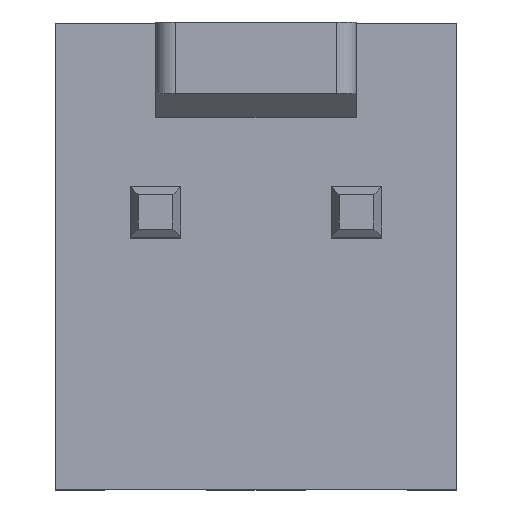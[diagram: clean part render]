
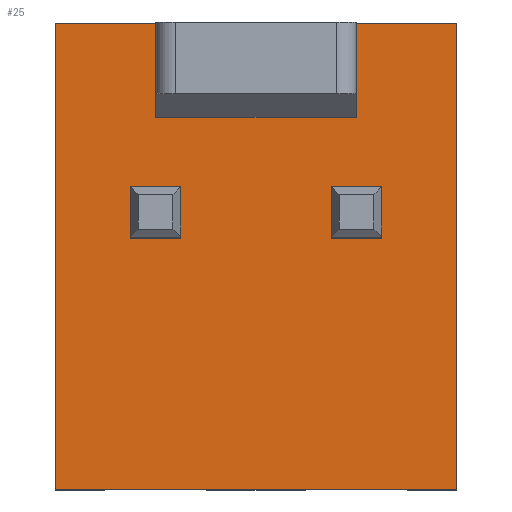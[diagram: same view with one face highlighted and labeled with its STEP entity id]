
A CAD part, top view. The second image highlights one B-rep face of the part: STEP entity #25.
In plain terms, the highlighted planar face has unit normal (0, 0, 1).
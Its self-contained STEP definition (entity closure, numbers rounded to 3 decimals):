
#23 = CARTESIAN_POINT ( 'NONE',  ( 0.32, -0.32, 3. ) ) ;
#25 = ADVANCED_FACE ( 'NONE', ( #708, #862, #371 ), #698, .T. ) ;
#37 = ORIENTED_EDGE ( 'NONE', *, *, #1927, .F. ) ;
#75 = CARTESIAN_POINT ( 'NONE',  ( 2.22, 0., 3. ) ) ;
#97 = CARTESIAN_POINT ( 'NONE',  ( 3.81, 2.4, 3. ) ) ;
#100 = LINE ( 'NONE', #431, #1717 ) ;
#139 = VECTOR ( 'NONE', #1581, 1000. ) ;
#173 = VERTEX_POINT ( 'NONE', #1849 ) ;
#176 = DIRECTION ( 'NONE',  ( 0., -1., 0. ) ) ;
#177 = CARTESIAN_POINT ( 'NONE',  ( 0., 1.5, 3. ) ) ;
#193 = VERTEX_POINT ( 'NONE', #97 ) ;
#197 = CARTESIAN_POINT ( 'NONE',  ( 2.86, 0.32, 3. ) ) ;
#199 = EDGE_CURVE ( 'NONE', #193, #308, #891, .T. ) ;
#200 = CARTESIAN_POINT ( 'NONE',  ( 0.32, 0.32, 3. ) ) ;
#281 = EDGE_CURVE ( 'NONE', #1925, #2000, #302, .T. ) ;
#302 = LINE ( 'NONE', #1579, #1125 ) ;
#308 = VERTEX_POINT ( 'NONE', #768 ) ;
#317 = EDGE_CURVE ( 'NONE', #1082, #1323, #2104, .T. ) ;
#332 = EDGE_CURVE ( 'NONE', #1260, #1918, #1788, .T. ) ;
#343 = ORIENTED_EDGE ( 'NONE', *, *, #1689, .F. ) ;
#371 = FACE_OUTER_BOUND ( 'NONE', #1294, .T. ) ;
#378 = VECTOR ( 'NONE', #1170, 1000. ) ;
#403 = VERTEX_POINT ( 'NONE', #1139 ) ;
#425 = EDGE_CURVE ( 'NONE', #1218, #629, #1651, .T. ) ;
#431 = CARTESIAN_POINT ( 'NONE',  ( -1.27, 2.4, 3. ) ) ;
#433 = ORIENTED_EDGE ( 'NONE', *, *, #281, .F. ) ;
#436 = CARTESIAN_POINT ( 'NONE',  ( 2.86, -0.32, 3. ) ) ;
#477 = ORIENTED_EDGE ( 'NONE', *, *, #425, .F. ) ;
#535 = CARTESIAN_POINT ( 'NONE',  ( 2.54, 1.5, 3. ) ) ;
#595 = DIRECTION ( 'NONE',  ( 1., 0., 0. ) ) ;
#629 = VERTEX_POINT ( 'NONE', #1320 ) ;
#641 = DIRECTION ( 'NONE',  ( 0., 1., 0. ) ) ;
#662 = DIRECTION ( 'NONE',  ( -1., 0., 0. ) ) ;
#676 = LINE ( 'NONE', #1828, #1550 ) ;
#698 = PLANE ( 'NONE',  #723 ) ;
#708 = FACE_BOUND ( 'NONE', #1449, .T. ) ;
#718 = ORIENTED_EDGE ( 'NONE', *, *, #944, .T. ) ;
#723 = AXIS2_PLACEMENT_3D ( 'NONE', #1890, #915, #1244 ) ;
#746 = LINE ( 'NONE', #1401, #894 ) ;
#754 = VECTOR ( 'NONE', #1347, 1000. ) ;
#762 = VECTOR ( 'NONE', #1273, 1000. ) ;
#768 = CARTESIAN_POINT ( 'NONE',  ( 3.81, -3.5, 3. ) ) ;
#777 = EDGE_CURVE ( 'NONE', #1925, #1633, #884, .T. ) ;
#785 = DIRECTION ( 'NONE',  ( -1., 0., 0. ) ) ;
#792 = EDGE_CURVE ( 'NONE', #1082, #1218, #2042, .T. ) ;
#820 = VECTOR ( 'NONE', #662, 1000. ) ;
#854 = VECTOR ( 'NONE', #641, 1000. ) ;
#857 = VECTOR ( 'NONE', #785, 1000. ) ;
#862 = FACE_BOUND ( 'NONE', #1936, .T. ) ;
#884 = LINE ( 'NONE', #75, #139 ) ;
#891 = LINE ( 'NONE', #2040, #2017 ) ;
#894 = VECTOR ( 'NONE', #1221, 1000. ) ;
#910 = ORIENTED_EDGE ( 'NONE', *, *, #317, .T. ) ;
#914 = CARTESIAN_POINT ( 'NONE',  ( -0.32, -0.32, 3. ) ) ;
#915 = DIRECTION ( 'NONE',  ( 0., 0., 1. ) ) ;
#921 = CARTESIAN_POINT ( 'NONE',  ( -0.32, 0.32, 3. ) ) ;
#935 = ORIENTED_EDGE ( 'NONE', *, *, #1290, .T. ) ;
#944 = EDGE_CURVE ( 'NONE', #193, #1150, #746, .T. ) ;
#1012 = LINE ( 'NONE', #1518, #820 ) ;
#1072 = EDGE_CURVE ( 'NONE', #1150, #1918, #676, .T. ) ;
#1078 = ORIENTED_EDGE ( 'NONE', *, *, #777, .T. ) ;
#1082 = VERTEX_POINT ( 'NONE', #1335 ) ;
#1084 = CARTESIAN_POINT ( 'NONE',  ( -0.32, 0., 3. ) ) ;
#1103 = VERTEX_POINT ( 'NONE', #197 ) ;
#1114 = ORIENTED_EDGE ( 'NONE', *, *, #2098, .T. ) ;
#1125 = VECTOR ( 'NONE', #2096, 1000. ) ;
#1139 = CARTESIAN_POINT ( 'NONE',  ( 0., 2.4, 3. ) ) ;
#1145 = CARTESIAN_POINT ( 'NONE',  ( 0., -3.5, 3. ) ) ;
#1150 = VERTEX_POINT ( 'NONE', #1362 ) ;
#1170 = DIRECTION ( 'NONE',  ( 0., 1., 0. ) ) ;
#1185 = DIRECTION ( 'NONE',  ( -1., 0., 0. ) ) ;
#1200 = ORIENTED_EDGE ( 'NONE', *, *, #1317, .F. ) ;
#1204 = VECTOR ( 'NONE', #1789, 1000. ) ;
#1218 = VERTEX_POINT ( 'NONE', #23 ) ;
#1221 = DIRECTION ( 'NONE',  ( -1., 0., 0. ) ) ;
#1244 = DIRECTION ( 'NONE',  ( 1., 0., 0. ) ) ;
#1260 = VERTEX_POINT ( 'NONE', #177 ) ;
#1273 = DIRECTION ( 'NONE',  ( 0., 1., 0. ) ) ;
#1274 = VECTOR ( 'NONE', #595, 1000. ) ;
#1290 = EDGE_CURVE ( 'NONE', #1841, #308, #1486, .T. ) ;
#1294 = EDGE_LOOP ( 'NONE', ( #718, #1893, #1514, #1114, #1652, #343, #935, #1464 ) ) ;
#1305 = CARTESIAN_POINT ( 'NONE',  ( 2.54, 1.5, 3. ) ) ;
#1317 = EDGE_CURVE ( 'NONE', #2000, #1103, #2003, .T. ) ;
#1320 = CARTESIAN_POINT ( 'NONE',  ( 0.32, 0.32, 3. ) ) ;
#1323 = VERTEX_POINT ( 'NONE', #921 ) ;
#1328 = EDGE_CURVE ( 'NONE', #1103, #1633, #1885, .T. ) ;
#1329 = EDGE_CURVE ( 'NONE', #403, #173, #1012, .T. ) ;
#1335 = CARTESIAN_POINT ( 'NONE',  ( -0.32, -0.32, 3. ) ) ;
#1347 = DIRECTION ( 'NONE',  ( 1., 0., 0. ) ) ;
#1351 = CARTESIAN_POINT ( 'NONE',  ( 2.22, -0.32, 3. ) ) ;
#1362 = CARTESIAN_POINT ( 'NONE',  ( 2.54, 2.4, 3. ) ) ;
#1390 = CARTESIAN_POINT ( 'NONE',  ( -1.27, -3.5, 3. ) ) ;
#1401 = CARTESIAN_POINT ( 'NONE',  ( 0., 2.4, 3. ) ) ;
#1403 = DIRECTION ( 'NONE',  ( 0., 1., 0. ) ) ;
#1449 = EDGE_LOOP ( 'NONE', ( #433, #1078, #1834, #1200 ) ) ;
#1464 = ORIENTED_EDGE ( 'NONE', *, *, #199, .F. ) ;
#1486 = LINE ( 'NONE', #1145, #1204 ) ;
#1514 = ORIENTED_EDGE ( 'NONE', *, *, #332, .F. ) ;
#1518 = CARTESIAN_POINT ( 'NONE',  ( 0., 2.4, 3. ) ) ;
#1550 = VECTOR ( 'NONE', #176, 1000. ) ;
#1579 = CARTESIAN_POINT ( 'NONE',  ( 2.22, -0.32, 3. ) ) ;
#1581 = DIRECTION ( 'NONE',  ( 0., 1., 0. ) ) ;
#1616 = LINE ( 'NONE', #200, #1850 ) ;
#1633 = VERTEX_POINT ( 'NONE', #1673 ) ;
#1644 = CARTESIAN_POINT ( 'NONE',  ( 0.32, -0.32, 3. ) ) ;
#1650 = ORIENTED_EDGE ( 'NONE', *, *, #792, .F. ) ;
#1651 = LINE ( 'NONE', #1644, #378 ) ;
#1652 = ORIENTED_EDGE ( 'NONE', *, *, #1329, .T. ) ;
#1673 = CARTESIAN_POINT ( 'NONE',  ( 2.22, 0.32, 3. ) ) ;
#1689 = EDGE_CURVE ( 'NONE', #1841, #173, #100, .T. ) ;
#1715 = DIRECTION ( 'NONE',  ( 0., -1., 0. ) ) ;
#1717 = VECTOR ( 'NONE', #1403, 1000. ) ;
#1788 = LINE ( 'NONE', #535, #754 ) ;
#1789 = DIRECTION ( 'NONE',  ( 1., 0., 0. ) ) ;
#1828 = CARTESIAN_POINT ( 'NONE',  ( 2.54, 0., 3. ) ) ;
#1834 = ORIENTED_EDGE ( 'NONE', *, *, #1328, .F. ) ;
#1841 = VERTEX_POINT ( 'NONE', #1390 ) ;
#1849 = CARTESIAN_POINT ( 'NONE',  ( -1.27, 2.4, 3. ) ) ;
#1850 = VECTOR ( 'NONE', #1185, 1000. ) ;
#1885 = LINE ( 'NONE', #1960, #857 ) ;
#1890 = CARTESIAN_POINT ( 'NONE',  ( 0., 0., 3. ) ) ;
#1893 = ORIENTED_EDGE ( 'NONE', *, *, #1072, .T. ) ;
#1899 = CARTESIAN_POINT ( 'NONE',  ( 2.86, -0.32, 3. ) ) ;
#1918 = VERTEX_POINT ( 'NONE', #1305 ) ;
#1925 = VERTEX_POINT ( 'NONE', #1351 ) ;
#1927 = EDGE_CURVE ( 'NONE', #629, #1323, #1616, .T. ) ;
#1936 = EDGE_LOOP ( 'NONE', ( #1650, #910, #37, #477 ) ) ;
#1941 = LINE ( 'NONE', #2111, #762 ) ;
#1960 = CARTESIAN_POINT ( 'NONE',  ( 2.86, 0.32, 3. ) ) ;
#1989 = VECTOR ( 'NONE', #2051, 1000. ) ;
#2000 = VERTEX_POINT ( 'NONE', #436 ) ;
#2003 = LINE ( 'NONE', #1899, #1989 ) ;
#2017 = VECTOR ( 'NONE', #1715, 1000. ) ;
#2040 = CARTESIAN_POINT ( 'NONE',  ( 3.81, -3.5, 3. ) ) ;
#2042 = LINE ( 'NONE', #914, #1274 ) ;
#2051 = DIRECTION ( 'NONE',  ( 0., 1., 0. ) ) ;
#2096 = DIRECTION ( 'NONE',  ( 1., 0., 0. ) ) ;
#2098 = EDGE_CURVE ( 'NONE', #1260, #403, #1941, .T. ) ;
#2104 = LINE ( 'NONE', #1084, #854 ) ;
#2111 = CARTESIAN_POINT ( 'NONE',  ( 0., 0., 3. ) ) ;
